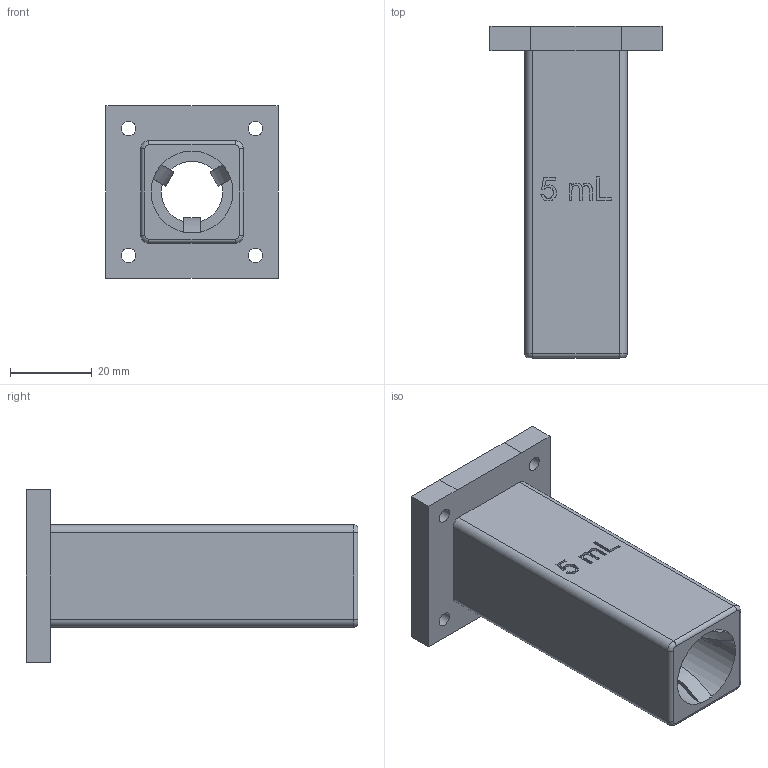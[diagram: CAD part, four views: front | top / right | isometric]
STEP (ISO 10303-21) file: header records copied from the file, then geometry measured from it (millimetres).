
FILE_DESCRIPTION(/* description */ (''),/* implementation_level */ '2;1');
FILE_NAME(/* name */ 'SyringeHolder for Hamilton 1005TLL v3.step',/* time_stamp */ '2021-06-15T16:11:01+02:00',/* author */ (''),/* organization */ (''),/* preprocessor_version */ 'ST-DEVELOPER v18.1',/* originating_system */ 'Autodesk Translation Framework v10.9.0.1377',/* authorisation */ '');
FILE_SCHEMA (('AUTOMOTIVE_DESIGN { 1 0 10303 214 3 1 1 }'));
Length unit declared in the file: millimetre
Products named in the file (1): SyringeHolder for Hamilton 1005TLL
Bounding box: 42 x 81 x 42 mm (x, y, z)
Volume: 31195.9 mm3; surface area: 17804.8 mm2
Topology: 4 solids, 4 shells, 138 faces, 373 edges, 244 vertices
Faces by surface type: plane 69, bspline 42, cylinder 27
Full cylindrical faces by diameter (mm): 3.5 x4, 15 x1, 20 x1
Entity records: 4811 total; most frequent: CARTESIAN_POINT 1685, ORIENTED_EDGE 722, DIRECTION 488, EDGE_CURVE 361, VERTEX_POINT 238, LINE 218, VECTOR 218, EDGE_LOOP 155
